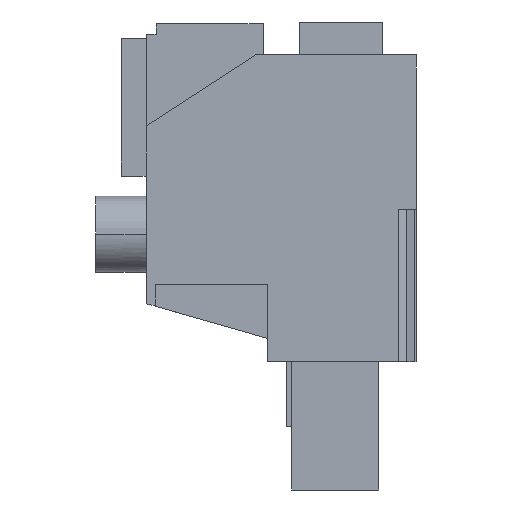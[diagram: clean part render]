
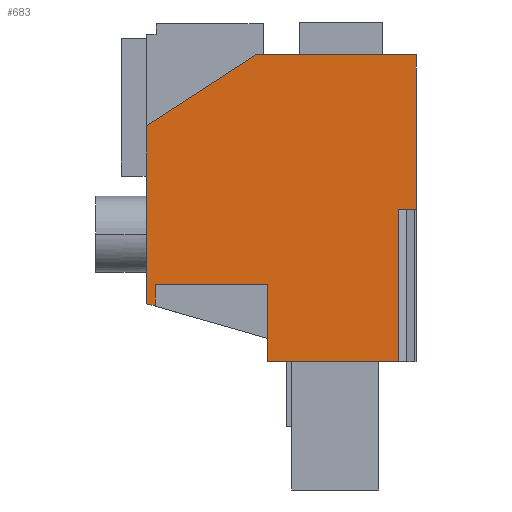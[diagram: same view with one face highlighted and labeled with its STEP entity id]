
A CAD part, left-side view. The second image highlights one B-rep face of the part: STEP entity #683.
In plain terms, the highlighted planar face has unit normal (-1, 0, 0).
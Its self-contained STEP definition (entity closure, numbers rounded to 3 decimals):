
#607=AXIS2_PLACEMENT_3D('Plane Axis2P3D',#604,#605,#606) ;
#135=CARTESIAN_POINT('Vertex',(0.,30.3,20.9)) ;
#140=CARTESIAN_POINT('Line Origine',(0.,30.3,30.873)) ;
#144=CARTESIAN_POINT('Vertex',(0.,30.3,40.847)) ;
#413=CARTESIAN_POINT('Vertex',(0.,29.3,20.613)) ;
#416=CARTESIAN_POINT('Line Origine',(0.,29.8,20.757)) ;
#604=CARTESIAN_POINT('Axis2P3D Location',(0.,0.,0.)) ;
#609=CARTESIAN_POINT('Line Origine',(0.,16.7,18.725)) ;
#613=CARTESIAN_POINT('Vertex',(0.,16.7,23.05)) ;
#615=CARTESIAN_POINT('Vertex',(0.,16.7,14.4)) ;
#618=CARTESIAN_POINT('Line Origine',(0.,9.35,14.4)) ;
#622=CARTESIAN_POINT('Vertex',(0.,2.,14.4)) ;
#625=CARTESIAN_POINT('Line Origine',(0.,2.,22.95)) ;
#629=CARTESIAN_POINT('Vertex',(0.,2.,31.5)) ;
#632=CARTESIAN_POINT('Line Origine',(0.,1.,31.5)) ;
#636=CARTESIAN_POINT('Vertex',(0.,0.,31.5)) ;
#639=CARTESIAN_POINT('Line Origine',(0.,0.,40.15)) ;
#643=CARTESIAN_POINT('Vertex',(0.,0.,48.8)) ;
#646=CARTESIAN_POINT('Line Origine',(0.,9.,48.8)) ;
#650=CARTESIAN_POINT('Vertex',(0.,18.,48.8)) ;
#653=CARTESIAN_POINT('Line Origine',(0.,24.15,44.823)) ;
#658=CARTESIAN_POINT('Line Origine',(0.,29.3,21.832)) ;
#662=CARTESIAN_POINT('Vertex',(0.,29.3,23.05)) ;
#665=CARTESIAN_POINT('Line Origine',(0.,23.,23.05)) ;
#141=DIRECTION('Vector Direction',(0.,0.,1.)) ;
#417=DIRECTION('Vector Direction',(0.,0.961,0.276)) ;
#605=DIRECTION('Axis2P3D Direction',(-1.,0.,0.)) ;
#606=DIRECTION('Axis2P3D XDirection',(0.,0.,1.)) ;
#610=DIRECTION('Vector Direction',(0.,0.,1.)) ;
#619=DIRECTION('Vector Direction',(0.,1.,0.)) ;
#626=DIRECTION('Vector Direction',(0.,0.,1.)) ;
#633=DIRECTION('Vector Direction',(0.,-1.,0.)) ;
#640=DIRECTION('Vector Direction',(0.,0.,-1.)) ;
#647=DIRECTION('Vector Direction',(0.,-1.,0.)) ;
#654=DIRECTION('Vector Direction',(0.,0.84,-0.543)) ;
#659=DIRECTION('Vector Direction',(0.,0.,-1.)) ;
#666=DIRECTION('Vector Direction',(0.,1.,0.)) ;
#142=VECTOR('Line Direction',#141,1.) ;
#418=VECTOR('Line Direction',#417,1.) ;
#611=VECTOR('Line Direction',#610,1.) ;
#620=VECTOR('Line Direction',#619,1.) ;
#627=VECTOR('Line Direction',#626,1.) ;
#634=VECTOR('Line Direction',#633,1.) ;
#641=VECTOR('Line Direction',#640,1.) ;
#648=VECTOR('Line Direction',#647,1.) ;
#655=VECTOR('Line Direction',#654,1.) ;
#660=VECTOR('Line Direction',#659,1.) ;
#667=VECTOR('Line Direction',#666,1.) ;
#671=ORIENTED_EDGE('',*,*,#617,.T.) ;
#672=ORIENTED_EDGE('',*,*,#624,.F.) ;
#673=ORIENTED_EDGE('',*,*,#631,.T.) ;
#674=ORIENTED_EDGE('',*,*,#638,.T.) ;
#675=ORIENTED_EDGE('',*,*,#645,.T.) ;
#676=ORIENTED_EDGE('',*,*,#652,.T.) ;
#677=ORIENTED_EDGE('',*,*,#657,.T.) ;
#678=ORIENTED_EDGE('',*,*,#146,.T.) ;
#679=ORIENTED_EDGE('',*,*,#420,.T.) ;
#680=ORIENTED_EDGE('',*,*,#664,.F.) ;
#681=ORIENTED_EDGE('',*,*,#669,.F.) ;
#683=ADVANCED_FACE('BUZ',(#682),#608,.T.) ;
#146=EDGE_CURVE('',#145,#136,#143,.F.) ;
#420=EDGE_CURVE('',#136,#414,#419,.F.) ;
#617=EDGE_CURVE('',#614,#616,#612,.F.) ;
#624=EDGE_CURVE('',#623,#616,#621,.T.) ;
#631=EDGE_CURVE('',#623,#630,#628,.T.) ;
#638=EDGE_CURVE('',#630,#637,#635,.T.) ;
#645=EDGE_CURVE('',#637,#644,#642,.F.) ;
#652=EDGE_CURVE('',#644,#651,#649,.F.) ;
#657=EDGE_CURVE('',#651,#145,#656,.T.) ;
#664=EDGE_CURVE('',#663,#414,#661,.T.) ;
#669=EDGE_CURVE('',#614,#663,#668,.T.) ;
#670=EDGE_LOOP('',(#671,#672,#673,#674,#675,#676,#677,#678,#679,#680,#681)) ;
#682=FACE_OUTER_BOUND('',#670,.T.) ;
#143=LINE('Line',#140,#142) ;
#419=LINE('Line',#416,#418) ;
#612=LINE('Line',#609,#611) ;
#621=LINE('Line',#618,#620) ;
#628=LINE('Line',#625,#627) ;
#635=LINE('Line',#632,#634) ;
#642=LINE('Line',#639,#641) ;
#649=LINE('Line',#646,#648) ;
#656=LINE('Line',#653,#655) ;
#661=LINE('Line',#658,#660) ;
#668=LINE('Line',#665,#667) ;
#608=PLANE('',#607) ;
#136=VERTEX_POINT('',#135) ;
#145=VERTEX_POINT('',#144) ;
#414=VERTEX_POINT('',#413) ;
#614=VERTEX_POINT('',#613) ;
#616=VERTEX_POINT('',#615) ;
#623=VERTEX_POINT('',#622) ;
#630=VERTEX_POINT('',#629) ;
#637=VERTEX_POINT('',#636) ;
#644=VERTEX_POINT('',#643) ;
#651=VERTEX_POINT('',#650) ;
#663=VERTEX_POINT('',#662) ;
